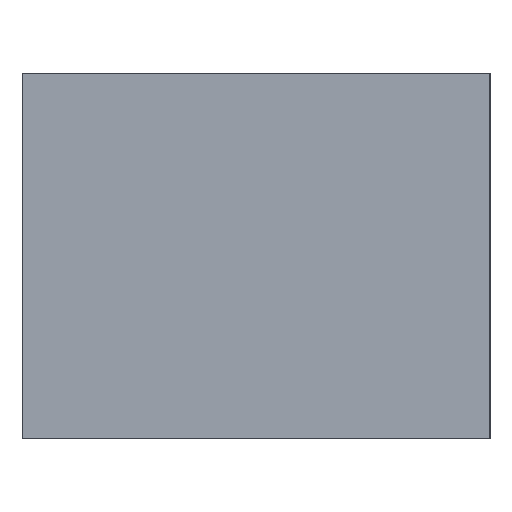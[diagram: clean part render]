
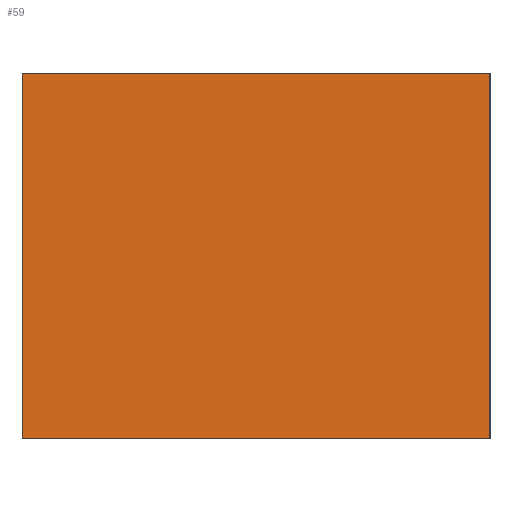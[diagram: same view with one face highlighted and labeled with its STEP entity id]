
A CAD part, left-side view. The second image highlights one B-rep face of the part: STEP entity #59.
In plain terms, the highlighted planar face has unit normal (-1, 0, 0).
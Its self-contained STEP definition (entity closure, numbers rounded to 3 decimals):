
#51 = EDGE_CURVE ( 'NONE', #196, #53, #450, .T. ) ;
#52 = EDGE_CURVE ( 'NONE', #53, #61, #444, .T. ) ;
#53 = VERTEX_POINT ( 'NONE', #439 ) ;
#54 = EDGE_CURVE ( 'NONE', #193, #61, #440, .T. ) ;
#55 = ORIENTED_EDGE ( 'NONE', *, *, #54, .T. ) ;
#57 = EDGE_LOOP ( 'NONE', ( #55, #60, #137, #147 ) ) ;
#59 = ADVANCED_FACE ( 'NONE', ( #539 ), #550, .F. ) ;
#60 = ORIENTED_EDGE ( 'NONE', *, *, #52, .F. ) ;
#61 = VERTEX_POINT ( 'NONE', #526 ) ;
#137 = ORIENTED_EDGE ( 'NONE', *, *, #51, .F. ) ;
#147 = ORIENTED_EDGE ( 'NONE', *, *, #195, .T. ) ;
#193 = VERTEX_POINT ( 'NONE', #585 ) ;
#195 = EDGE_CURVE ( 'NONE', #196, #193, #560, .T. ) ;
#196 = VERTEX_POINT ( 'NONE', #581 ) ;
#439 = CARTESIAN_POINT ( 'NONE',  ( -2.25, -1.6, 2.5 ) ) ;
#440 = LINE ( 'NONE', #547, #546 ) ;
#441 = DIRECTION ( 'NONE',  ( 0., 0., -1. ) ) ;
#442 = VECTOR ( 'NONE', #441, 1000. ) ;
#443 = CARTESIAN_POINT ( 'NONE',  ( -2.25, -1.6, 2.5 ) ) ;
#444 = LINE ( 'NONE', #443, #442 ) ;
#445 = DIRECTION ( 'NONE',  ( 0., -1., 0. ) ) ;
#446 = VECTOR ( 'NONE', #445, 1000. ) ;
#447 = CARTESIAN_POINT ( 'NONE',  ( -2.25, 1.6, 2.5 ) ) ;
#450 = LINE ( 'NONE', #447, #446 ) ;
#526 = CARTESIAN_POINT ( 'NONE',  ( -2.25, -1.6, 0. ) ) ;
#527 = DIRECTION ( 'NONE',  ( 0., 1., 0. ) ) ;
#528 = DIRECTION ( 'NONE',  ( 1., 0., 0. ) ) ;
#539 = FACE_OUTER_BOUND ( 'NONE', #57, .T. ) ;
#545 = DIRECTION ( 'NONE',  ( 0., -1., 0. ) ) ;
#546 = VECTOR ( 'NONE', #545, 1000. ) ;
#547 = CARTESIAN_POINT ( 'NONE',  ( -2.25, 1.6, 0. ) ) ;
#548 = CARTESIAN_POINT ( 'NONE',  ( -2.25, 1.6, 2.5 ) ) ;
#549 = AXIS2_PLACEMENT_3D ( 'NONE', #548, #528, #527 ) ;
#550 = PLANE ( 'NONE',  #549 ) ;
#557 = DIRECTION ( 'NONE',  ( 0., 0., -1. ) ) ;
#558 = VECTOR ( 'NONE', #557, 1000. ) ;
#559 = CARTESIAN_POINT ( 'NONE',  ( -2.25, 1.6, 2.5 ) ) ;
#560 = LINE ( 'NONE', #559, #558 ) ;
#581 = CARTESIAN_POINT ( 'NONE',  ( -2.25, 1.6, 2.5 ) ) ;
#585 = CARTESIAN_POINT ( 'NONE',  ( -2.25, 1.6, 0. ) ) ;
